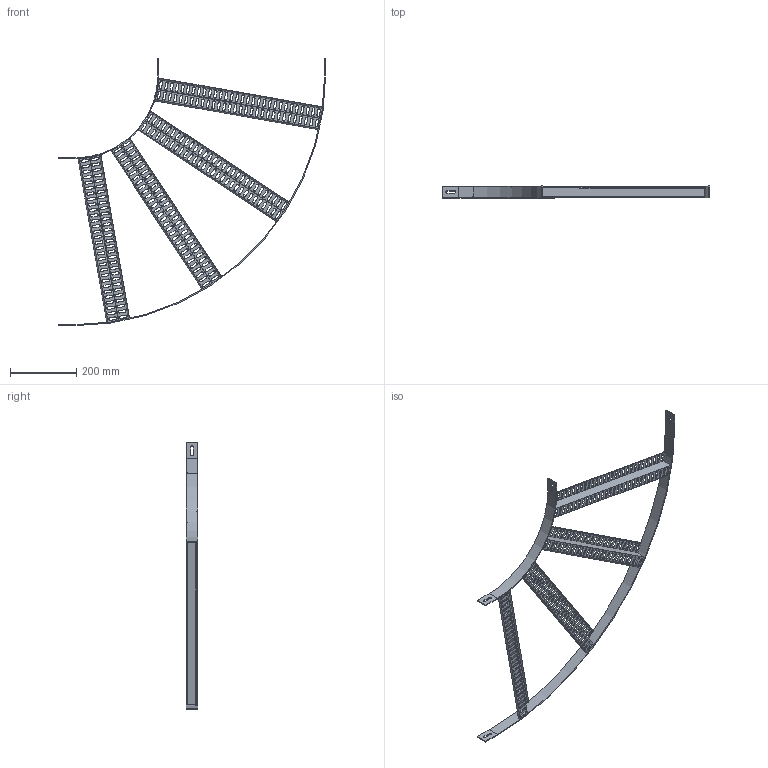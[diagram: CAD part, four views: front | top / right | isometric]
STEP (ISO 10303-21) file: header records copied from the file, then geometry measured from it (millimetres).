
FILE_DESCRIPTION (( 'STEP AP214' ), '1' );
FILE_NAME ('7099230.stp', '2019-06-06T12:32:14', ( '' ), ( '' ), 'SwSTEP 2.0', 'SolidWorks 2018', '' );
FILE_SCHEMA (( 'AUTOMOTIVE_DESIGN' ));
Length unit declared in the file: millimetre
Products named in the file (4): 014682_R250 Innenholm; 014683_Z-Sprosse-500; 7099230; 014682_R753 Holm
Assembly tree (6 placements, depth 2):
  7099230
    014682_R753 Holm
    014682_R250 Innenholm
    014683_Z-Sprosse-500  x4
Bounding box: 806 x 35 x 806 mm (x, y, z)
Volume: 348170.7 mm3; surface area: 478921.9 mm2
Topology: 6 solids, 6 shells, 2096 faces, 5292 edges, 3208 vertices
Faces by surface type: plane 1040, cylinder 512, cone 480, bspline 64
Entity records: 17470 total; most frequent: CARTESIAN_POINT 3573, DIRECTION 2862, ORIENTED_EDGE 2820, EDGE_CURVE 1410, LINE 956, VECTOR 956, AXIS2_PLACEMENT_3D 953, VERTEX_POINT 856
